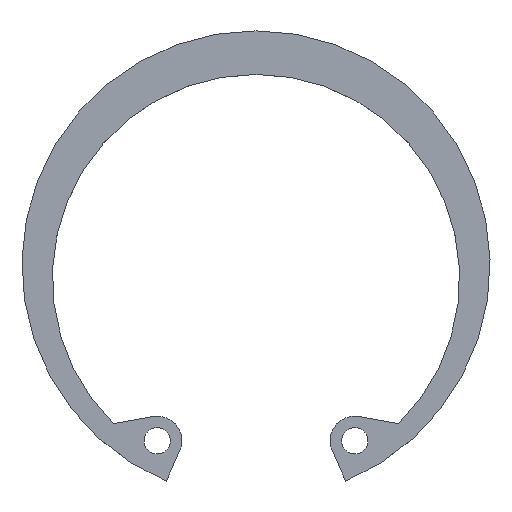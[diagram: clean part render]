
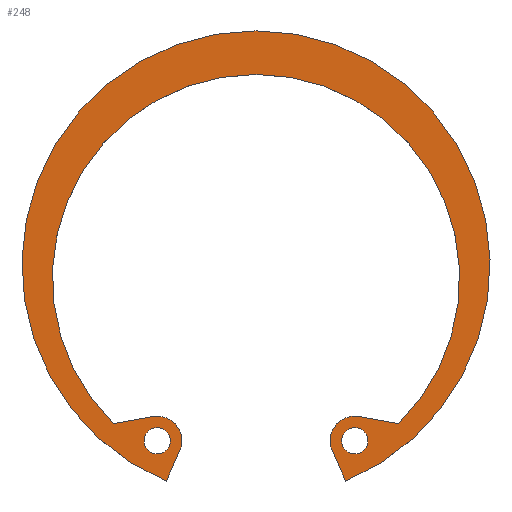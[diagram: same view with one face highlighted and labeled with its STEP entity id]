
A CAD part, top view. The second image highlights one B-rep face of the part: STEP entity #248.
In plain terms, the highlighted planar face has unit normal (0, 0, 1).
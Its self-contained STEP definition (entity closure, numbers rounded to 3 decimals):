
#15=FACE_BOUND('',#51,.T.);
#16=FACE_BOUND('',#52,.T.);
#24=PLANE('',#287);
#37=FACE_OUTER_BOUND('',#50,.T.);
#50=EDGE_LOOP('',(#209,#210,#211,#212,#213,#214,#215,#216,#217));
#51=EDGE_LOOP('',(#218));
#52=EDGE_LOOP('',(#219));
#61=LINE('',#388,#82);
#65=LINE('',#400,#86);
#69=LINE('',#412,#90);
#72=LINE('',#418,#93);
#76=LINE('',#428,#97);
#82=VECTOR('',#316,10.);
#86=VECTOR('',#328,10.);
#90=VECTOR('',#340,10.);
#93=VECTOR('',#345,10.);
#97=VECTOR('',#357,10.);
#98=CIRCLE('',#265,0.991);
#100=CIRCLE('',#268,0.991);
#103=CIRCLE('',#272,17.729);
#105=CIRCLE('',#276,1.861);
#107=CIRCLE('',#280,15.427);
#109=CIRCLE('',#285,1.861);
#110=VERTEX_POINT('',#364);
#112=VERTEX_POINT('',#370);
#116=VERTEX_POINT('',#379);
#117=VERTEX_POINT('',#381);
#119=VERTEX_POINT('',#387);
#121=VERTEX_POINT('',#393);
#123=VERTEX_POINT('',#399);
#125=VERTEX_POINT('',#405);
#127=VERTEX_POINT('',#411);
#129=VERTEX_POINT('',#417);
#131=VERTEX_POINT('',#423);
#132=EDGE_CURVE('',#110,#110,#98,.T.);
#135=EDGE_CURVE('',#112,#112,#100,.T.);
#140=EDGE_CURVE('',#117,#116,#103,.T.);
#143=EDGE_CURVE('',#119,#117,#61,.T.);
#146=EDGE_CURVE('',#121,#119,#105,.T.);
#149=EDGE_CURVE('',#123,#121,#65,.T.);
#152=EDGE_CURVE('',#125,#123,#107,.T.);
#155=EDGE_CURVE('',#127,#125,#69,.T.);
#158=EDGE_CURVE('',#129,#127,#72,.T.);
#161=EDGE_CURVE('',#131,#129,#109,.T.);
#164=EDGE_CURVE('',#116,#131,#76,.T.);
#209=ORIENTED_EDGE('',*,*,#164,.T.);
#210=ORIENTED_EDGE('',*,*,#161,.T.);
#211=ORIENTED_EDGE('',*,*,#158,.T.);
#212=ORIENTED_EDGE('',*,*,#155,.T.);
#213=ORIENTED_EDGE('',*,*,#152,.T.);
#214=ORIENTED_EDGE('',*,*,#149,.T.);
#215=ORIENTED_EDGE('',*,*,#146,.T.);
#216=ORIENTED_EDGE('',*,*,#143,.T.);
#217=ORIENTED_EDGE('',*,*,#140,.T.);
#218=ORIENTED_EDGE('',*,*,#135,.T.);
#219=ORIENTED_EDGE('',*,*,#132,.T.);
#248=ADVANCED_FACE('',(#37,#15,#16),#24,.T.);
#265=AXIS2_PLACEMENT_3D('',#365,#293,#294);
#268=AXIS2_PLACEMENT_3D('',#371,#300,#301);
#272=AXIS2_PLACEMENT_3D('',#382,#310,#311);
#276=AXIS2_PLACEMENT_3D('',#394,#322,#323);
#280=AXIS2_PLACEMENT_3D('',#406,#334,#335);
#285=AXIS2_PLACEMENT_3D('',#424,#351,#352);
#287=AXIS2_PLACEMENT_3D('',#429,#358,#359);
#293=DIRECTION('center_axis',(0.,0.,-1.));
#294=DIRECTION('ref_axis',(1.,0.,0.));
#300=DIRECTION('center_axis',(0.,0.,-1.));
#301=DIRECTION('ref_axis',(1.,0.,0.));
#310=DIRECTION('center_axis',(0.,0.,1.));
#311=DIRECTION('ref_axis',(1.,0.,0.));
#316=DIRECTION('',(0.402,-0.916,0.));
#322=DIRECTION('center_axis',(0.,0.,1.));
#323=DIRECTION('ref_axis',(1.,0.,0.));
#328=DIRECTION('',(-0.984,0.177,0.));
#334=DIRECTION('center_axis',(0.,0.,-1.));
#335=DIRECTION('ref_axis',(1.,0.,0.));
#340=DIRECTION('',(-0.707,-0.707,0.));
#345=DIRECTION('',(-0.984,-0.177,0.));
#351=DIRECTION('center_axis',(0.,0.,1.));
#352=DIRECTION('ref_axis',(1.,0.,0.));
#357=DIRECTION('',(0.402,0.916,0.));
#358=DIRECTION('center_axis',(0.,0.,1.));
#359=DIRECTION('ref_axis',(1.,0.,0.));
#364=CARTESIAN_POINT('',(6.491,-13.317,1.27));
#365=CARTESIAN_POINT('Origin',(7.482,-13.317,1.27));
#370=CARTESIAN_POINT('',(-8.473,-13.317,1.27));
#371=CARTESIAN_POINT('Origin',(-7.482,-13.317,1.27));
#379=CARTESIAN_POINT('',(-6.793,-16.376,1.27));
#381=CARTESIAN_POINT('',(6.793,-16.376,1.27));
#382=CARTESIAN_POINT('Origin',(0.,0.,1.27));
#387=CARTESIAN_POINT('',(5.778,-14.064,1.27));
#388=CARTESIAN_POINT('',(6.793,-16.376,1.27));
#393=CARTESIAN_POINT('',(7.811,-11.486,1.27));
#394=CARTESIAN_POINT('Origin',(7.482,-13.317,1.27));
#399=CARTESIAN_POINT('',(10.794,-12.022,1.27));
#400=CARTESIAN_POINT('',(10.794,-12.022,1.27));
#405=CARTESIAN_POINT('',(-10.794,-12.023,1.27));
#406=CARTESIAN_POINT('Origin',(0.,-1.,1.27));
#411=CARTESIAN_POINT('',(-10.793,-12.022,1.27));
#412=CARTESIAN_POINT('',(-11.907,-13.136,1.27));
#417=CARTESIAN_POINT('',(-7.812,-11.486,1.27));
#418=CARTESIAN_POINT('',(-10.793,-12.022,1.27));
#423=CARTESIAN_POINT('',(-5.778,-14.064,1.27));
#424=CARTESIAN_POINT('Origin',(-7.482,-13.317,1.27));
#428=CARTESIAN_POINT('',(-6.793,-16.376,1.27));
#429=CARTESIAN_POINT('Origin',(0.,0.676,1.27));
